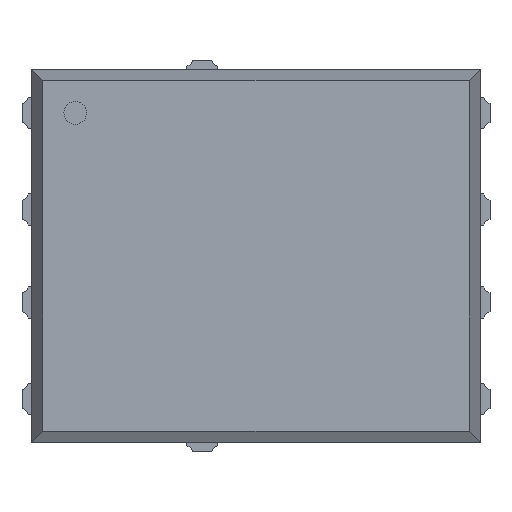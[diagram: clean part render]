
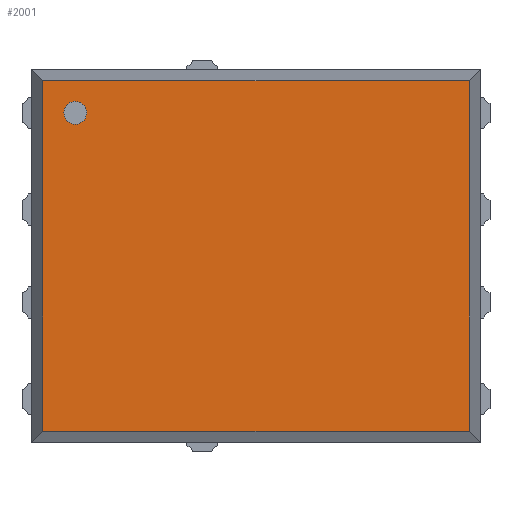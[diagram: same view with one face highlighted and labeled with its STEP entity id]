
A CAD part, top view. The second image highlights one B-rep face of the part: STEP entity #2001.
In plain terms, the highlighted planar face has unit normal (0, 0, 1).
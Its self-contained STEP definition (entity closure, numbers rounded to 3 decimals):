
#14=FACE_BOUND('',#196,.T.);
#15=PLANE('',#2117);
#95=FACE_OUTER_BOUND('',#195,.T.);
#195=EDGE_LOOP('',(#1308,#1309,#1310,#1311));
#196=EDGE_LOOP('',(#1312));
#296=LINE('',#2797,#541);
#297=LINE('',#2799,#542);
#298=LINE('',#2801,#543);
#299=LINE('',#2802,#544);
#541=VECTOR('',#2267,1000.);
#542=VECTOR('',#2268,1000.);
#543=VECTOR('',#2269,1000.);
#544=VECTOR('',#2270,1000.);
#786=CIRCLE('',#2116,0.15);
#828=VERTEX_POINT('',#2791);
#829=VERTEX_POINT('',#2795);
#830=VERTEX_POINT('',#2796);
#831=VERTEX_POINT('',#2798);
#832=VERTEX_POINT('',#2800);
#1019=EDGE_CURVE('',#828,#828,#786,.T.);
#1020=EDGE_CURVE('',#829,#830,#296,.T.);
#1021=EDGE_CURVE('',#830,#831,#297,.T.);
#1022=EDGE_CURVE('',#831,#832,#298,.T.);
#1023=EDGE_CURVE('',#832,#829,#299,.T.);
#1308=ORIENTED_EDGE('',*,*,#1020,.T.);
#1309=ORIENTED_EDGE('',*,*,#1021,.T.);
#1310=ORIENTED_EDGE('',*,*,#1022,.T.);
#1311=ORIENTED_EDGE('',*,*,#1023,.T.);
#1312=ORIENTED_EDGE('',*,*,#1019,.T.);
#2001=ADVANCED_FACE('',(#95,#14),#15,.T.);
#2116=AXIS2_PLACEMENT_3D('',#2793,#2263,#2264);
#2117=AXIS2_PLACEMENT_3D('',#2794,#2265,#2266);
#2263=DIRECTION('center_axis',(0.,0.,-1.));
#2264=DIRECTION('ref_axis',(1.,0.,0.));
#2265=DIRECTION('center_axis',(0.,0.,1.));
#2266=DIRECTION('ref_axis',(1.,0.,0.));
#2267=DIRECTION('',(-1.,0.,0.));
#2268=DIRECTION('',(0.,-1.,0.));
#2269=DIRECTION('',(1.,0.,0.));
#2270=DIRECTION('',(0.,1.,0.));
#2791=CARTESIAN_POINT('',(-2.525,1.88,1.04));
#2793=CARTESIAN_POINT('Origin',(-2.375,1.88,1.04));
#2794=CARTESIAN_POINT('Origin',(0.,0.,1.04));
#2795=CARTESIAN_POINT('',(2.799,2.304,1.04));
#2796=CARTESIAN_POINT('',(-2.799,2.304,1.04));
#2797=CARTESIAN_POINT('',(0.,2.304,1.04));
#2798=CARTESIAN_POINT('',(-2.799,-2.304,1.04));
#2799=CARTESIAN_POINT('',(-2.799,0.,1.04));
#2800=CARTESIAN_POINT('',(2.799,-2.304,1.04));
#2801=CARTESIAN_POINT('',(0.,-2.304,1.04));
#2802=CARTESIAN_POINT('',(2.799,0.,1.04));
